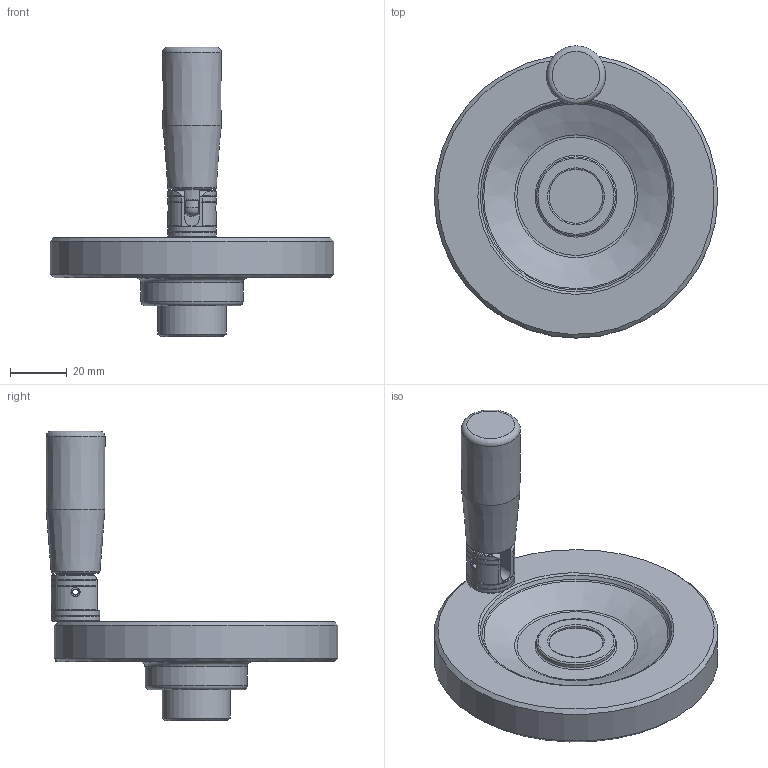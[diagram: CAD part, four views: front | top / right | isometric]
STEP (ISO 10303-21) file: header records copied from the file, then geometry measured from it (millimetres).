
FILE_DESCRIPTION( ( 'Unknown' ), '1' );
FILE_NAME( '7117000_VPRA100_MR.stp', 'Unknown', ( 'Unknown' ), ( 'Unknown' ), 'PSStep 11.0', 'Unknown', ' ' );
FILE_SCHEMA( ( 'AUTOMOTIVE_DESIGN { 1 0 10303 214 1 1 1 1 }' ) );
Length unit declared in the file: millimetre
Products named in the file (1): 1831007
Bounding box: 100 x 102.9 x 102.1 mm (x, y, z)
Volume: 111591.4 mm3; surface area: 32371.6 mm2
Topology: 1 solids, 3 shells, 178 faces, 437 edges, 262 vertices
Faces by surface type: plane 63, cylinder 38, cone 35, bspline 21, torus 18, sphere 3
Full cylindrical faces by diameter (mm): 2.2 x1, 3.2 x2, 3.5 x1, 4 x1, 4.134 x1, 5 x1, 6.4 x2, 6.5 x1, 6.647 x1, 8.2 x1, 9 x1, 10 x2, 10.7 x1, 11 x1, 12 x1, 17 x2, 19 x1, 24 x1, 27.8 x1, 36 x1, 100 x1
Entity records: 9428 total; most frequent: CARTESIAN_POINT 4390, DIRECTION 749, ORIENTED_EDGE 666, EDGE_CURVE 333, AXIS2_PLACEMENT_3D 328, EDGE_LOOP 263, VERTEX_POINT 227, FACE_OUTER_BOUND 215
